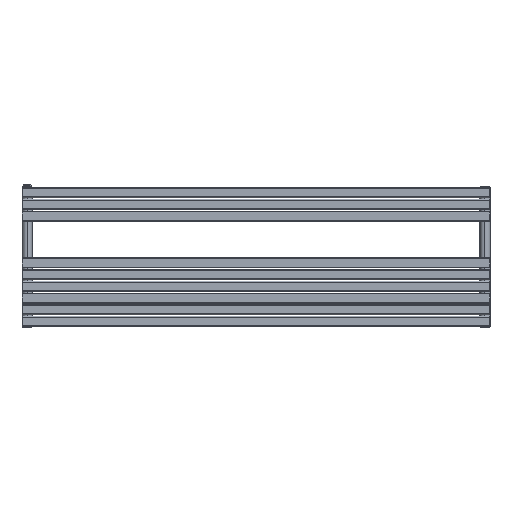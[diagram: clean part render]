
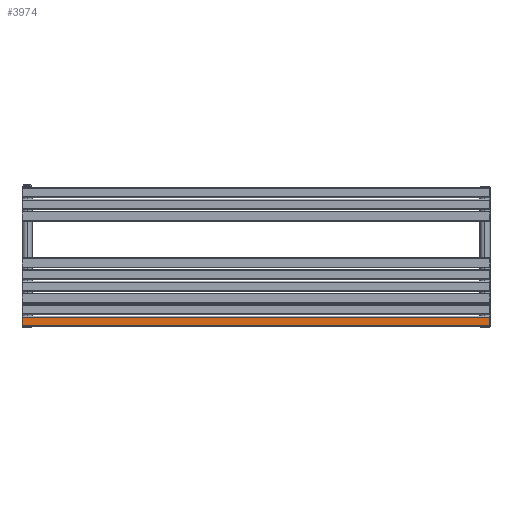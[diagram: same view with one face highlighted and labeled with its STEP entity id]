
A CAD part, top view. The second image highlights one B-rep face of the part: STEP entity #3974.
In plain terms, the highlighted planar face has unit normal (0, 0, 1).
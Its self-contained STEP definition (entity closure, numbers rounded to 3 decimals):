
#3407=DIRECTION('',(1.,0.,0.));
#3408=VECTOR('',#3407,1396.);
#3409=CARTESIAN_POINT('',(-13.,4.75,25.));
#3410=LINE('',#3409,#3408);
#3422=DIRECTION('',(0.,1.,0.));
#3423=VECTOR('',#3422,25.5);
#3424=CARTESIAN_POINT('',(-13.,4.75,25.));
#3425=LINE('',#3424,#3423);
#3429=DIRECTION('',(1.,0.,0.));
#3430=VECTOR('',#3429,1396.);
#3431=CARTESIAN_POINT('',(-13.,30.25,25.));
#3432=LINE('',#3431,#3430);
#3436=DIRECTION('',(0.,-1.,0.));
#3437=VECTOR('',#3436,25.5);
#3438=CARTESIAN_POINT('',(1383.,30.25,25.));
#3439=LINE('',#3438,#3437);
#3521=CARTESIAN_POINT('',(-13.,4.75,25.));
#3522=VERTEX_POINT('',#3521);
#3525=CARTESIAN_POINT('',(-13.,30.25,25.));
#3526=VERTEX_POINT('',#3525);
#3537=CARTESIAN_POINT('',(1383.,30.25,25.));
#3538=VERTEX_POINT('',#3537);
#3539=CARTESIAN_POINT('',(1383.,4.75,25.));
#3540=VERTEX_POINT('',#3539);
#3962=CARTESIAN_POINT('',(-15.,30.25,25.));
#3963=DIRECTION('',(0.,0.,1.));
#3964=DIRECTION('',(0.,-1.,0.));
#3965=AXIS2_PLACEMENT_3D('',#3962,#3963,#3964);
#3966=PLANE('',#3965);
#3967=ORIENTED_EDGE('',*,*,#3723,.T.);
#3969=ORIENTED_EDGE('',*,*,#3968,.T.);
#3970=ORIENTED_EDGE('',*,*,#3866,.T.);
#3971=ORIENTED_EDGE('',*,*,#3955,.F.);
#3972=EDGE_LOOP('',(#3967,#3969,#3970,#3971));
#3973=FACE_OUTER_BOUND('',#3972,.F.);
#3723=EDGE_CURVE('',#3522,#3526,#3425,.T.);
#3866=EDGE_CURVE('',#3538,#3540,#3439,.T.);
#3955=EDGE_CURVE('',#3522,#3540,#3410,.T.);
#3968=EDGE_CURVE('',#3526,#3538,#3432,.T.);
#3974=ADVANCED_FACE('',(#3973),#3966,.T.);
